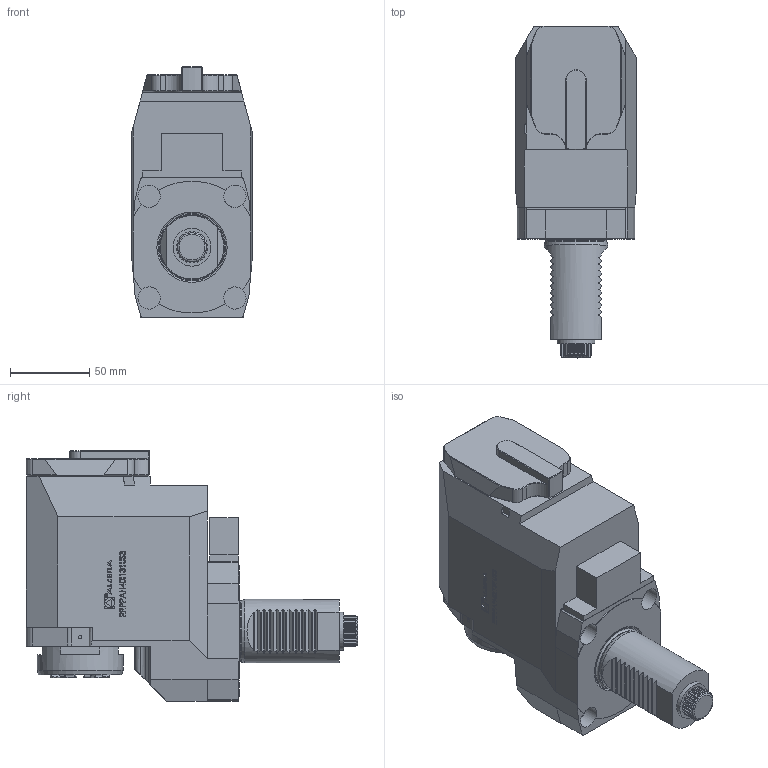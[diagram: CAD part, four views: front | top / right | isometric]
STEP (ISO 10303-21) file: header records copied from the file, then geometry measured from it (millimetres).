
FILE_DESCRIPTION (( 'STEP AP214' ), '1' );
FILE_NAME ('RRPPAH40I131US3.STEP', '2026-02-12T09:57:08', ( '' ), ( '' ), 'SwSTEP 2.0', 'SolidWorks 2023', '' );
FILE_SCHEMA (( 'AUTOMOTIVE_DESIGN' ));
Length unit declared in the file: millimetre
Products named in the file (1): RRPPAH40I131US3
Bounding box: 76 x 208.8 x 157.5 mm (x, y, z)
Volume: 1258036.6 mm3; surface area: 95836.2 mm2
Topology: 2 solids, 7 shells, 790 faces, 2132 edges, 1410 vertices
Faces by surface type: plane 501, cylinder 148, bspline 110, cone 27, torus 4
Full cylindrical faces by diameter (mm): 1.7 x1, 2.05 x1, 2.1 x1, 5 x2, 6 x1, 6.366 x1, 6.8 x2, 14 x4, 23.9 x1, 25.484 x1, 30.4 x1, 38.7 x1, 40 x1, 54 x1
Entity records: 33194 total; most frequent: CARTESIAN_POINT 11278, ORIENTED_EDGE 4158, DIRECTION 3266, EDGE_CURVE 2079, VERTEX_POINT 1390, VECTOR 1298, LINE 1298, AXIS2_PLACEMENT_3D 984
